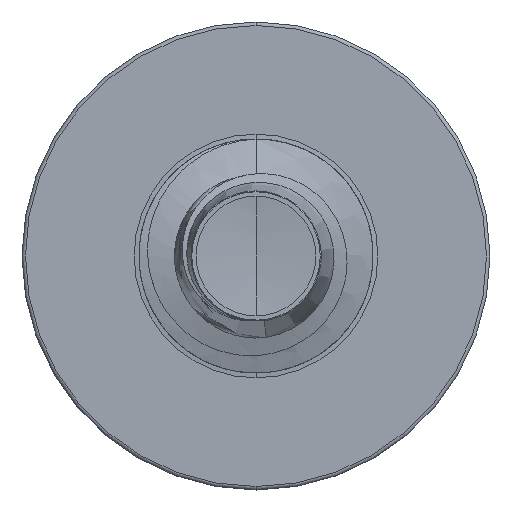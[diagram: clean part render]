
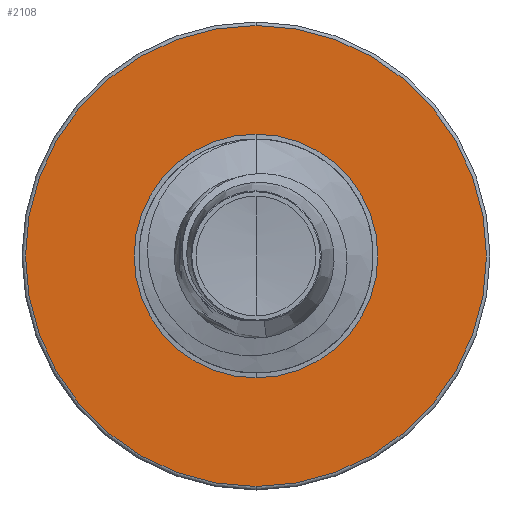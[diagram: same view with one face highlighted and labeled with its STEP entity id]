
A CAD part, front view. The second image highlights one B-rep face of the part: STEP entity #2108.
In plain terms, the highlighted planar face has unit normal (0, -1, 0).
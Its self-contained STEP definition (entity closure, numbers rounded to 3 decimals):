
#318 = DIRECTION ( 'NONE',  ( 0., 0., 1. ) ) ;
#374 = DIRECTION ( 'NONE',  ( 0., 0., 1. ) ) ;
#407 = CARTESIAN_POINT ( 'NONE',  ( 0., 12.5, 0. ) ) ;
#417 = CARTESIAN_POINT ( 'NONE',  ( 0., 12.5, 0. ) ) ;
#675 = PLANE ( 'NONE',  #2118 ) ;
#703 = DIRECTION ( 'NONE',  ( 0., 1., 0. ) ) ;
#710 = DIRECTION ( 'NONE',  ( 0., 0., 1. ) ) ;
#824 = EDGE_CURVE ( 'NONE', #3330, #4548, #12383, .T. ) ;
#862 = DIRECTION ( 'NONE',  ( 0., 1., 0. ) ) ;
#881 = ORIENTED_EDGE ( 'NONE', *, *, #11378, .T. ) ;
#1101 = CARTESIAN_POINT ( 'NONE',  ( 0., 12.5, -1.562 ) ) ;
#1533 = CARTESIAN_POINT ( 'NONE',  ( 0., 12.5, -1.562 ) ) ;
#1613 = DIRECTION ( 'NONE',  ( 0., 1., 0. ) ) ;
#1647 = EDGE_CURVE ( 'NONE', #10328, #6886, #11993, .T. ) ;
#1811 = DIRECTION ( 'NONE',  ( 0., 0., 1. ) ) ;
#1911 = ORIENTED_EDGE ( 'NONE', *, *, #1986, .F. ) ;
#1986 = EDGE_CURVE ( 'NONE', #4548, #3330, #4780, .T. ) ;
#2108 = ADVANCED_FACE ( 'NONE', ( #4373, #14545 ), #675, .F. ) ;
#2118 = AXIS2_PLACEMENT_3D ( 'NONE', #1101, #862, #318 ) ;
#2823 = DIRECTION ( 'NONE',  ( 0., 1., 0. ) ) ;
#3214 = CARTESIAN_POINT ( 'NONE',  ( 0., 12.5, 0. ) ) ;
#3330 = VERTEX_POINT ( 'NONE', #10646 ) ;
#4373 = FACE_OUTER_BOUND ( 'NONE', #9132, .T. ) ;
#4500 = DIRECTION ( 'NONE',  ( 0., 0., 1. ) ) ;
#4548 = VERTEX_POINT ( 'NONE', #16147 ) ;
#4780 = CIRCLE ( 'NONE', #11942, 2.955 ) ;
#4972 = CARTESIAN_POINT ( 'NONE',  ( 0., 12.5, 0. ) ) ;
#5665 = ORIENTED_EDGE ( 'NONE', *, *, #824, .F. ) ;
#6886 = VERTEX_POINT ( 'NONE', #1533 ) ;
#7350 = CIRCLE ( 'NONE', #16170, 1.562 ) ;
#7594 = ORIENTED_EDGE ( 'NONE', *, *, #1647, .T. ) ;
#9132 = EDGE_LOOP ( 'NONE', ( #1911, #5665 ) ) ;
#9502 = CARTESIAN_POINT ( 'NONE',  ( 0., 12.5, 1.562 ) ) ;
#9566 = DIRECTION ( 'NONE',  ( 0., 1., 0. ) ) ;
#10227 = AXIS2_PLACEMENT_3D ( 'NONE', #3214, #1613, #4500 ) ;
#10328 = VERTEX_POINT ( 'NONE', #9502 ) ;
#10646 = CARTESIAN_POINT ( 'NONE',  ( 0., 12.5, -2.955 ) ) ;
#11378 = EDGE_CURVE ( 'NONE', #6886, #10328, #7350, .T. ) ;
#11942 = AXIS2_PLACEMENT_3D ( 'NONE', #407, #2823, #374 ) ;
#11993 = CIRCLE ( 'NONE', #10227, 1.562 ) ;
#12383 = CIRCLE ( 'NONE', #15616, 2.955 ) ;
#12796 = EDGE_LOOP ( 'NONE', ( #7594, #881 ) ) ;
#14545 = FACE_BOUND ( 'NONE', #12796, .T. ) ;
#15616 = AXIS2_PLACEMENT_3D ( 'NONE', #4972, #703, #710 ) ;
#16147 = CARTESIAN_POINT ( 'NONE',  ( 0., 12.5, 2.955 ) ) ;
#16170 = AXIS2_PLACEMENT_3D ( 'NONE', #417, #9566, #1811 ) ;
